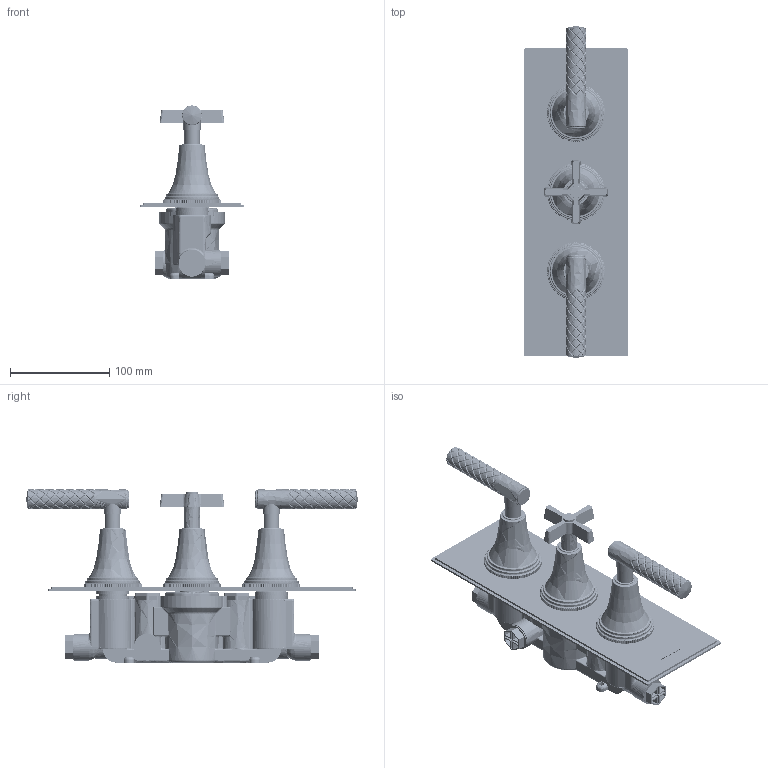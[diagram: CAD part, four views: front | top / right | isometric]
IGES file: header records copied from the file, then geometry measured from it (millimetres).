
Global section: file name: V602-TBCQ CCQ; native system: Autodesk Inventor 2020; preprocessor: unknown; author: adaniels; date: 20210813.085221; units: millimetre
Bounding box: 105 x 335 x 174.75 mm (x, y, z)
Volume: 738589.1 mm3; surface area: 390629 mm2
Topology: 84 solids, 89 shells, 7183 faces, 17354 edges, 9781 vertices
Faces by surface type: bspline 7183
